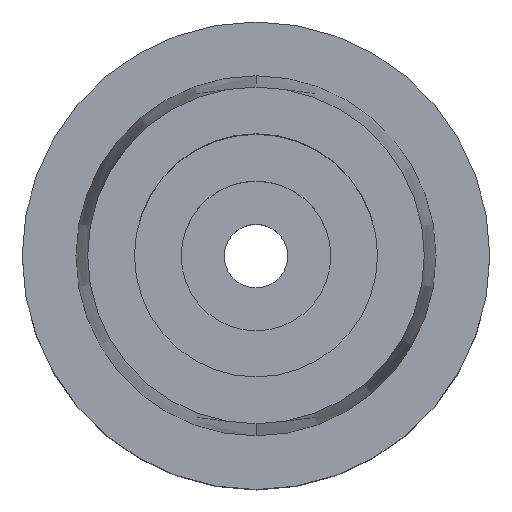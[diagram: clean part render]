
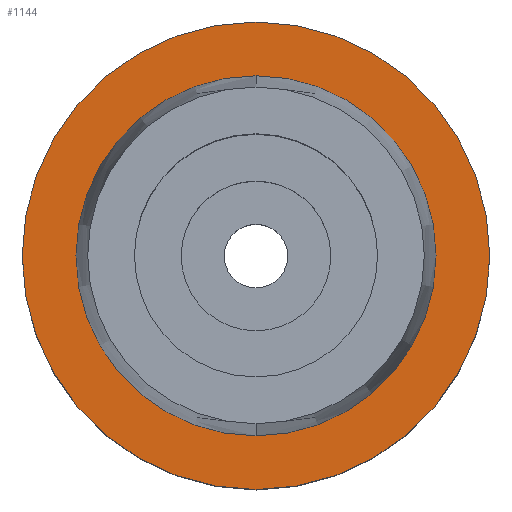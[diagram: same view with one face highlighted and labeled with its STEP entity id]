
A CAD part, top view. The second image highlights one B-rep face of the part: STEP entity #1144.
In plain terms, the highlighted planar face has unit normal (0, 0, 1).
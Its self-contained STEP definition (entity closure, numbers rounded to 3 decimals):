
#105=CARTESIAN_POINT('',(0.,0.,0.));
#106=DIRECTION('',(0.,0.,-1.));
#107=DIRECTION('',(0.,-1.,0.));
#108=AXIS2_PLACEMENT_3D('',#105,#106,#107);
#113=CARTESIAN_POINT('',(0.,0.,0.));
#114=DIRECTION('',(0.,0.,-1.));
#115=DIRECTION('',(0.,1.,0.));
#116=AXIS2_PLACEMENT_3D('',#113,#114,#115);
#121=CARTESIAN_POINT('',(0.,0.,0.));
#122=DIRECTION('',(0.,0.,1.));
#123=DIRECTION('',(0.,-1.,0.));
#124=AXIS2_PLACEMENT_3D('',#121,#122,#123);
#129=CARTESIAN_POINT('',(0.,0.,0.));
#130=DIRECTION('',(0.,0.,1.));
#131=DIRECTION('',(0.,1.,0.));
#132=AXIS2_PLACEMENT_3D('',#129,#130,#131);
#927=CARTESIAN_POINT('',(0.,19.25,0.));
#928=VERTEX_POINT('',#927);
#929=CARTESIAN_POINT('',(0.,-19.25,0.));
#930=VERTEX_POINT('',#929);
#931=CARTESIAN_POINT('',(0.,-25.,0.));
#932=CARTESIAN_POINT('',(0.,25.,0.));
#933=VERTEX_POINT('',#931);
#934=VERTEX_POINT('',#932);
#1129=CARTESIAN_POINT('',(0.,0.,0.));
#1130=DIRECTION('',(0.,0.,1.));
#1131=DIRECTION('',(0.,1.,0.));
#1132=AXIS2_PLACEMENT_3D('',#1129,#1130,#1131);
#1133=PLANE('',#1132);
#1135=ORIENTED_EDGE('',*,*,#1134,.T.);
#1137=ORIENTED_EDGE('',*,*,#1136,.T.);
#1138=EDGE_LOOP('',(#1135,#1137));
#1139=FACE_OUTER_BOUND('',#1138,.F.);
#1140=ORIENTED_EDGE('',*,*,#1122,.T.);
#1141=ORIENTED_EDGE('',*,*,#1111,.T.);
#1142=EDGE_LOOP('',(#1140,#1141));
#1143=FACE_BOUND('',#1142,.F.);
#109=CIRCLE('',#108,25.);
#117=CIRCLE('',#116,25.);
#125=CIRCLE('',#124,19.25);
#133=CIRCLE('',#132,19.25);
#1111=EDGE_CURVE('',#928,#930,#133,.T.);
#1122=EDGE_CURVE('',#930,#928,#125,.T.);
#1134=EDGE_CURVE('',#933,#934,#109,.T.);
#1136=EDGE_CURVE('',#934,#933,#117,.T.);
#1144=ADVANCED_FACE('',(#1139,#1143),#1133,.T.);
